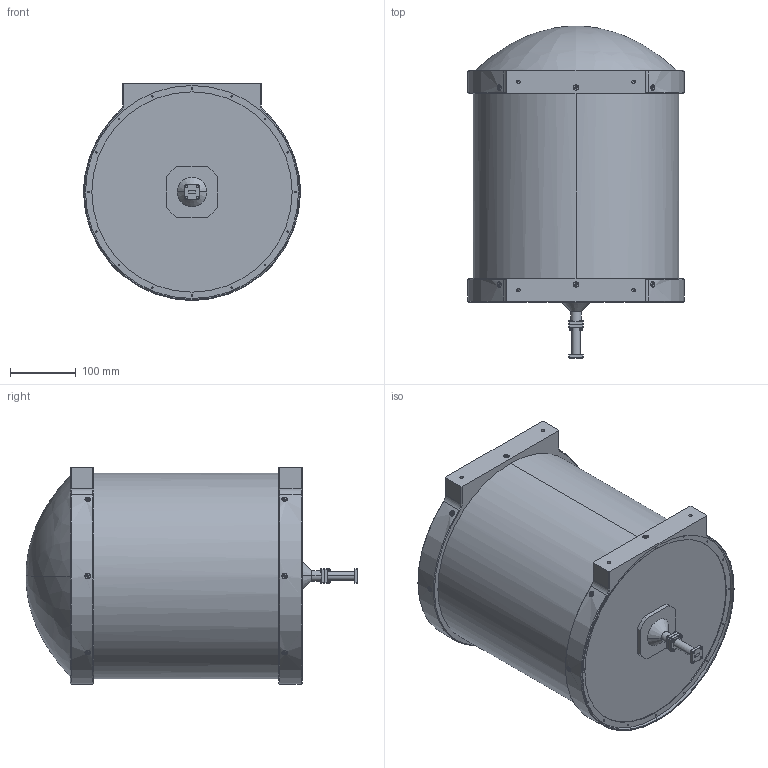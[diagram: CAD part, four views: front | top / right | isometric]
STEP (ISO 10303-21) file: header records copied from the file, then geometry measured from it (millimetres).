
FILE_DESCRIPTION (( 'STEP AP203' ), '1' );
FILE_NAME ('AG-RK34-42.STEP', '2022-02-28T21:16:41', ( '' ), ( '' ), 'SwSTEP 2.0', 'SolidWorks 2021', '' );
FILE_SCHEMA (( 'CONFIG_CONTROL_DESIGN' ));
Length unit declared in the file: millimetre
Products named in the file (1): AG-RK34-42
Bounding box: 330.2 x 505.43 x 330.2 mm (x, y, z)
Volume: 29952060.5 mm3; surface area: 699901.8 mm2
Topology: 38 solids, 38 shells, 1738 faces, 4526 edges, 2793 vertices
Faces by surface type: plane 794, cone 568, cylinder 372, bspline 2, torus 2
Entity records: 59851 total; most frequent: CARTESIAN_POINT 18826, ORIENTED_EDGE 8776, DIRECTION 8122, EDGE_CURVE 4388, AXIS2_PLACEMENT_3D 3027, VERTEX_POINT 2793, VECTOR 2068, LINE 2068
